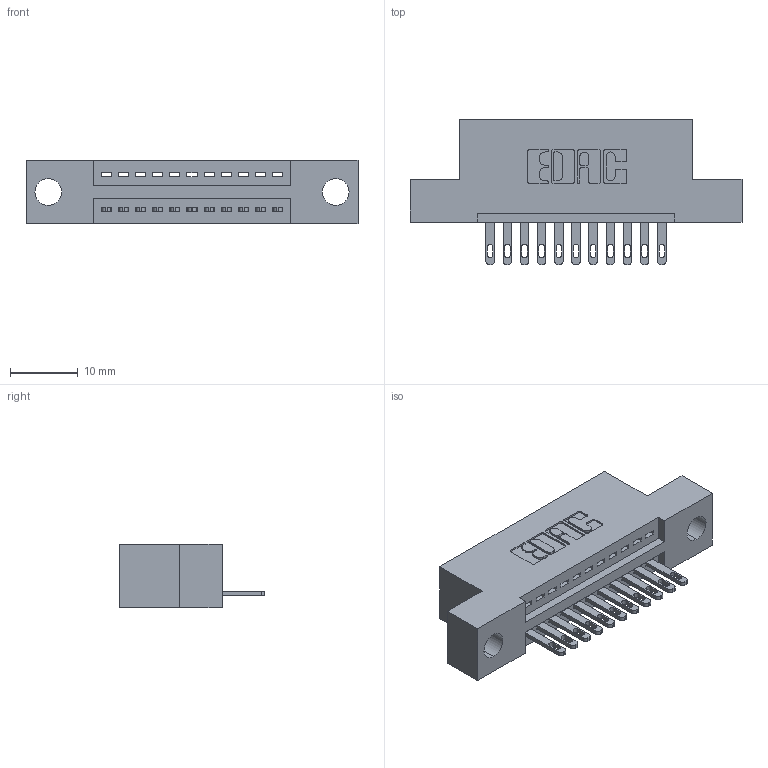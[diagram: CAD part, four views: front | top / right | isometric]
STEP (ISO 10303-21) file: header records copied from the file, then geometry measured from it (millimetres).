
FILE_DESCRIPTION (( 'STEP AP203' ), '1' );
FILE_NAME ('345-011-500-104.STEP', '2021-05-26T14:06:41', ( '' ), ( '' ), 'SwSTEP 2.0', 'SolidWorks 2020', '' );
FILE_SCHEMA (( 'CONFIG_CONTROL_DESIGN' ));
Length unit declared in the file: inch
Products named in the file (3): 345 Part_Flush Mounting Lugs - 0.156 Dia-TI; 345-011-500-104; 345-292-001_345-293-100
Assembly tree (12 placements, depth 2):
  345-011-500-104
    345 Part_Flush Mounting Lugs - 0.156 Dia-TI
    345-292-001_345-293-100  x11
Bounding box: 49.15 x 21.51 x 9.4 mm (x, y, z)
Volume: 4315.1 mm3; surface area: 5180.3 mm2
Topology: 12 solids, 12 shells, 734 faces, 2225 edges, 1482 vertices
Faces by surface type: plane 468, cylinder 266
Entity records: 12801 total; most frequent: CARTESIAN_POINT 2227, ORIENTED_EDGE 2170, DIRECTION 1991, EDGE_CURVE 1085, VECTOR 905, LINE 905, VERTEX_POINT 722, AXIS2_PLACEMENT_3D 543
